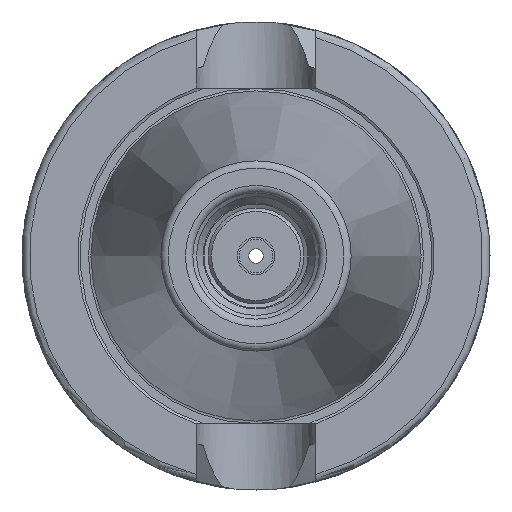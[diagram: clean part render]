
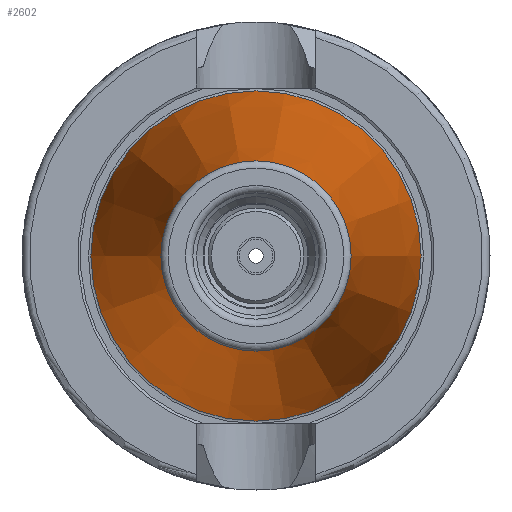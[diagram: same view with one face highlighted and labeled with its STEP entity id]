
A CAD part, left-side view. The second image highlights one B-rep face of the part: STEP entity #2602.
In plain terms, the highlighted conical face has half-angle 8.297 degrees and reference radius 17.519 mm.
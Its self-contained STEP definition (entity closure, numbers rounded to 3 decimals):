
#2568=CARTESIAN_POINT('',(-64.544,12.812,0.0));
#2569=VERTEX_POINT('',#2568);
#2570=CARTESIAN_POINT('',(-64.544,0.0,0.0));
#2571=DIRECTION('',(1.0,0.0,0.0));
#2572=DIRECTION('',(0.0,1.0,0.0));
#2573=AXIS2_PLACEMENT_3D('',#2570,#2571,#2572);
#2574=CIRCLE('',#2573,12.812);
#2575=EDGE_CURVE('',#2569,#2569,#2574,.T.);
#2583=CARTESIAN_POINT('',(-32.272,0.0,0.0));
#2584=DIRECTION('',(1.0,0.0,0.0));
#2585=DIRECTION('',(0.0,1.0,0.0));
#2586=AXIS2_PLACEMENT_3D('',#2583,#2584,#2585);
#2587=CONICAL_SURFACE('',#2586,17.519,8.297);
#2588=CARTESIAN_POINT('',(0.0,22.225,0.0));
#2589=VERTEX_POINT('',#2588);
#2590=CARTESIAN_POINT('',(0.0,0.0,0.0));
#2591=DIRECTION('',(1.0,0.0,0.0));
#2592=DIRECTION('',(0.0,1.0,0.0));
#2593=AXIS2_PLACEMENT_3D('',#2590,#2591,#2592);
#2594=CIRCLE('',#2593,22.225);
#2595=EDGE_CURVE('',#2589,#2589,#2594,.T.);
#2596=ORIENTED_EDGE('',*,*,#2595,.F.);
#2597=EDGE_LOOP('',(#2596));
#2598=FACE_OUTER_BOUND('',#2597,.T.);
#2599=ORIENTED_EDGE('',*,*,#2575,.T.);
#2600=EDGE_LOOP('',(#2599));
#2601=FACE_BOUND('',#2600,.T.);
#2602=ADVANCED_FACE('',(#2598,#2601),#2587,.T.);
